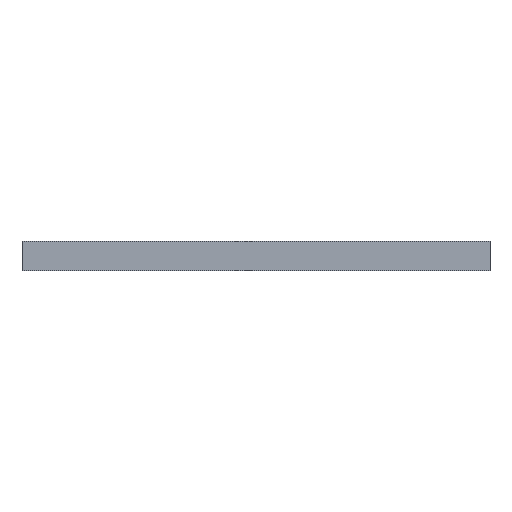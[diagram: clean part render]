
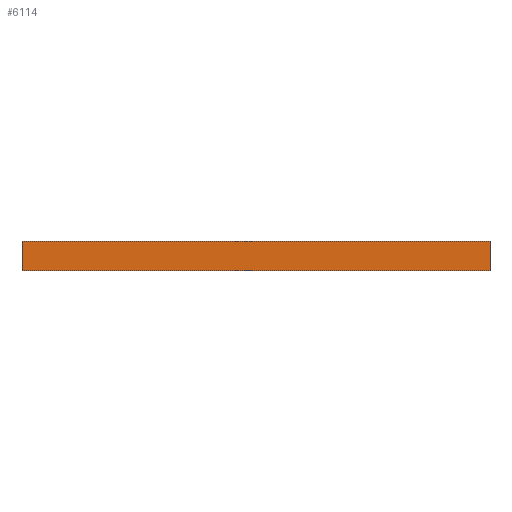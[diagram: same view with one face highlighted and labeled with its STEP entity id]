
A CAD part, front view. The second image highlights one B-rep face of the part: STEP entity #6114.
In plain terms, the highlighted planar face has unit normal (0, -1, 0).
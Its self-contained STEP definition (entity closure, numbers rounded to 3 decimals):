
#84 = PLANE('',#85);
#85 = AXIS2_PLACEMENT_3D('',#86,#87,#88);
#86 = CARTESIAN_POINT('',(148.505,-105.006,1.6));
#87 = DIRECTION('',(-0.,-0.,-1.));
#88 = DIRECTION('',(-1.,0.,0.));
#143 = PLANE('',#144);
#144 = AXIS2_PLACEMENT_3D('',#145,#146,#147);
#145 = CARTESIAN_POINT('',(148.505,-105.006,0.));
#146 = DIRECTION('',(-0.,-0.,-1.));
#147 = DIRECTION('',(-1.,0.,0.));
#278 = PLANE('',#279);
#279 = AXIS2_PLACEMENT_3D('',#280,#281,#282);
#280 = CARTESIAN_POINT('',(161.201,-79.604,0.));
#281 = DIRECTION('',(1.,0.,-0.));
#282 = DIRECTION('',(0.,-1.,0.));
#317 = VERTEX_POINT('',#318);
#318 = CARTESIAN_POINT('',(161.201,-130.404,0.));
#339 = EDGE_CURVE('',#317,#340,#342,.T.);
#340 = VERTEX_POINT('',#341);
#341 = CARTESIAN_POINT('',(135.801,-130.404,0.));
#342 = SURFACE_CURVE('',#343,(#347,#354),.PCURVE_S1.);
#343 = LINE('',#344,#345);
#344 = CARTESIAN_POINT('',(161.201,-130.404,0.));
#345 = VECTOR('',#346,1.);
#346 = DIRECTION('',(-1.,0.,0.));
#347 = PCURVE('',#143,#348);
#348 = DEFINITIONAL_REPRESENTATION('',(#349),#353);
#349 = LINE('',#350,#351);
#350 = CARTESIAN_POINT('',(-12.697,-25.398));
#351 = VECTOR('',#352,1.);
#352 = DIRECTION('',(1.,0.));
#353 = ( GEOMETRIC_REPRESENTATION_CONTEXT(2) 
PARAMETRIC_REPRESENTATION_CONTEXT() REPRESENTATION_CONTEXT('2D SPACE',''
  ) );
#354 = PCURVE('',#355,#360);
#355 = PLANE('',#356);
#356 = AXIS2_PLACEMENT_3D('',#357,#358,#359);
#357 = CARTESIAN_POINT('',(161.201,-130.404,0.));
#358 = DIRECTION('',(0.,-1.,0.));
#359 = DIRECTION('',(-1.,0.,0.));
#360 = DEFINITIONAL_REPRESENTATION('',(#361),#365);
#361 = LINE('',#362,#363);
#362 = CARTESIAN_POINT('',(0.,-0.));
#363 = VECTOR('',#364,1.);
#364 = DIRECTION('',(1.,0.));
#365 = ( GEOMETRIC_REPRESENTATION_CONTEXT(2) 
PARAMETRIC_REPRESENTATION_CONTEXT() REPRESENTATION_CONTEXT('2D SPACE',''
  ) );
#383 = PLANE('',#384);
#384 = AXIS2_PLACEMENT_3D('',#385,#386,#387);
#385 = CARTESIAN_POINT('',(135.801,-130.404,0.));
#386 = DIRECTION('',(-1.,0.,0.));
#387 = DIRECTION('',(0.,1.,0.));
#3396 = VERTEX_POINT('',#3397);
#3397 = CARTESIAN_POINT('',(161.201,-130.404,1.6));
#3418 = EDGE_CURVE('',#3396,#3419,#3421,.T.);
#3419 = VERTEX_POINT('',#3420);
#3420 = CARTESIAN_POINT('',(135.801,-130.404,1.6));
#3421 = SURFACE_CURVE('',#3422,(#3426,#3433),.PCURVE_S1.);
#3422 = LINE('',#3423,#3424);
#3423 = CARTESIAN_POINT('',(161.201,-130.404,1.6));
#3424 = VECTOR('',#3425,1.);
#3425 = DIRECTION('',(-1.,0.,0.));
#3426 = PCURVE('',#84,#3427);
#3427 = DEFINITIONAL_REPRESENTATION('',(#3428),#3432);
#3428 = LINE('',#3429,#3430);
#3429 = CARTESIAN_POINT('',(-12.697,-25.398));
#3430 = VECTOR('',#3431,1.);
#3431 = DIRECTION('',(1.,0.));
#3432 = ( GEOMETRIC_REPRESENTATION_CONTEXT(2) 
PARAMETRIC_REPRESENTATION_CONTEXT() REPRESENTATION_CONTEXT('2D SPACE',''
  ) );
#3433 = PCURVE('',#355,#3434);
#3434 = DEFINITIONAL_REPRESENTATION('',(#3435),#3439);
#3435 = LINE('',#3436,#3437);
#3436 = CARTESIAN_POINT('',(0.,-1.6));
#3437 = VECTOR('',#3438,1.);
#3438 = DIRECTION('',(1.,0.));
#3439 = ( GEOMETRIC_REPRESENTATION_CONTEXT(2) 
PARAMETRIC_REPRESENTATION_CONTEXT() REPRESENTATION_CONTEXT('2D SPACE',''
  ) );
#6066 = EDGE_CURVE('',#317,#3396,#6067,.T.);
#6067 = SURFACE_CURVE('',#6068,(#6072,#6079),.PCURVE_S1.);
#6068 = LINE('',#6069,#6070);
#6069 = CARTESIAN_POINT('',(161.201,-130.404,0.));
#6070 = VECTOR('',#6071,1.);
#6071 = DIRECTION('',(0.,0.,1.));
#6072 = PCURVE('',#278,#6073);
#6073 = DEFINITIONAL_REPRESENTATION('',(#6074),#6078);
#6074 = LINE('',#6075,#6076);
#6075 = CARTESIAN_POINT('',(50.8,0.));
#6076 = VECTOR('',#6077,1.);
#6077 = DIRECTION('',(0.,-1.));
#6078 = ( GEOMETRIC_REPRESENTATION_CONTEXT(2) 
PARAMETRIC_REPRESENTATION_CONTEXT() REPRESENTATION_CONTEXT('2D SPACE',''
  ) );
#6079 = PCURVE('',#355,#6080);
#6080 = DEFINITIONAL_REPRESENTATION('',(#6081),#6085);
#6081 = LINE('',#6082,#6083);
#6082 = CARTESIAN_POINT('',(0.,-0.));
#6083 = VECTOR('',#6084,1.);
#6084 = DIRECTION('',(0.,-1.));
#6085 = ( GEOMETRIC_REPRESENTATION_CONTEXT(2) 
PARAMETRIC_REPRESENTATION_CONTEXT() REPRESENTATION_CONTEXT('2D SPACE',''
  ) );
#6114 = ADVANCED_FACE('',(#6115),#355,.T.);
#6115 = FACE_BOUND('',#6116,.T.);
#6116 = EDGE_LOOP('',(#6117,#6118,#6119,#6140));
#6117 = ORIENTED_EDGE('',*,*,#6066,.T.);
#6118 = ORIENTED_EDGE('',*,*,#3418,.T.);
#6119 = ORIENTED_EDGE('',*,*,#6120,.F.);
#6120 = EDGE_CURVE('',#340,#3419,#6121,.T.);
#6121 = SURFACE_CURVE('',#6122,(#6126,#6133),.PCURVE_S1.);
#6122 = LINE('',#6123,#6124);
#6123 = CARTESIAN_POINT('',(135.801,-130.404,0.));
#6124 = VECTOR('',#6125,1.);
#6125 = DIRECTION('',(0.,0.,1.));
#6126 = PCURVE('',#355,#6127);
#6127 = DEFINITIONAL_REPRESENTATION('',(#6128),#6132);
#6128 = LINE('',#6129,#6130);
#6129 = CARTESIAN_POINT('',(25.4,0.));
#6130 = VECTOR('',#6131,1.);
#6131 = DIRECTION('',(0.,-1.));
#6132 = ( GEOMETRIC_REPRESENTATION_CONTEXT(2) 
PARAMETRIC_REPRESENTATION_CONTEXT() REPRESENTATION_CONTEXT('2D SPACE',''
  ) );
#6133 = PCURVE('',#383,#6134);
#6134 = DEFINITIONAL_REPRESENTATION('',(#6135),#6139);
#6135 = LINE('',#6136,#6137);
#6136 = CARTESIAN_POINT('',(0.,0.));
#6137 = VECTOR('',#6138,1.);
#6138 = DIRECTION('',(0.,-1.));
#6139 = ( GEOMETRIC_REPRESENTATION_CONTEXT(2) 
PARAMETRIC_REPRESENTATION_CONTEXT() REPRESENTATION_CONTEXT('2D SPACE',''
  ) );
#6140 = ORIENTED_EDGE('',*,*,#339,.F.);
